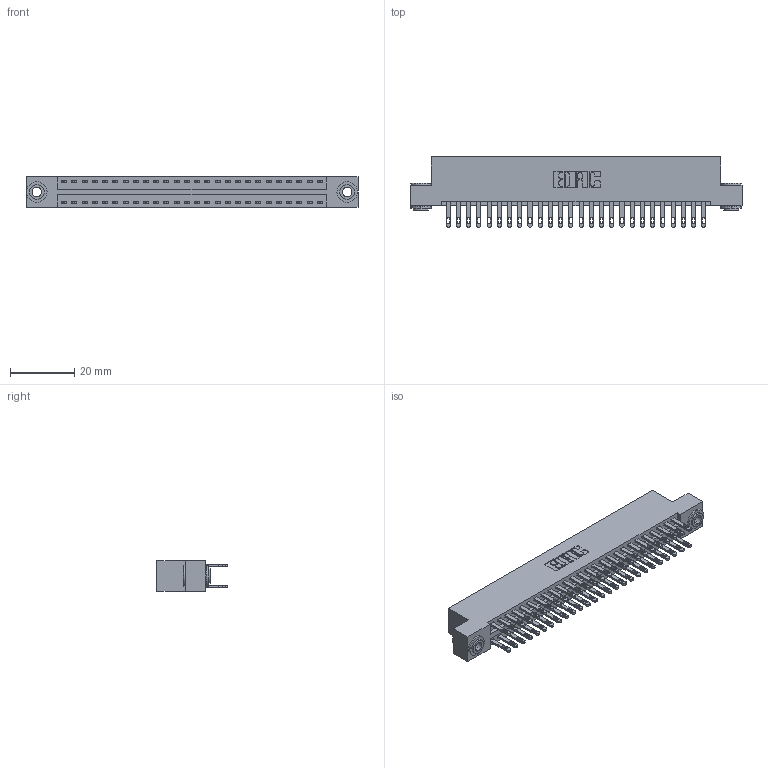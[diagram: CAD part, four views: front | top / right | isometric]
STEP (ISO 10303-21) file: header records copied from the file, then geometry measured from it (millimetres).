
FILE_DESCRIPTION (( 'STEP AP203' ), '1' );
FILE_NAME ('346-052-500-203.STEP', '2022-05-21T00:23:21', ( '' ), ( '' ), 'SwSTEP 2.0', 'SolidWorks 2020', '' );
FILE_SCHEMA (( 'CONFIG_CONTROL_DESIGN' ));
Length unit declared in the file: inch
Products named in the file (4): 345-292-001_345-293-100; 346-052-500-203; 345-250-002_345-250-002-102; 346 Part_Flush Mounting Lugs - 0.156 Dia-TH
Assembly tree (55 placements, depth 2):
  346-052-500-203
    346 Part_Flush Mounting Lugs - 0.156 Dia-TH
    345-292-001_345-293-100  x52
    345-250-002_345-250-002-102  x2
Bounding box: 103.12 x 21.84 x 9.4 mm (x, y, z)
Volume: 10091.8 mm3; surface area: 14413.4 mm2
Topology: 55 solids, 55 shells, 2670 faces, 8085 edges, 5386 vertices
Faces by surface type: plane 1608, cylinder 1054, cone 8
Entity records: 20118 total; most frequent: CARTESIAN_POINT 3317, ORIENTED_EDGE 3242, DIRECTION 3007, EDGE_CURVE 1621, LINE 1357, VECTOR 1357, VERTEX_POINT 1078, AXIS2_PLACEMENT_3D 825
